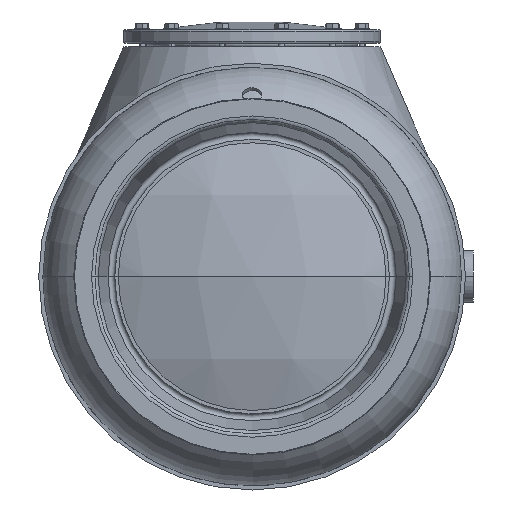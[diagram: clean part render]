
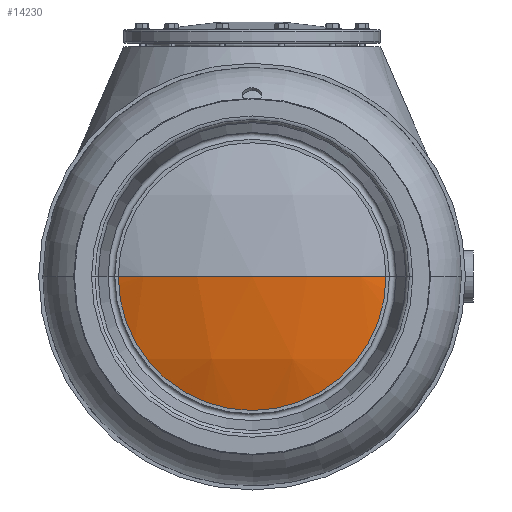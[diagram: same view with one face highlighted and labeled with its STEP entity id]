
A CAD part, front view. The second image highlights one B-rep face of the part: STEP entity #14230.
In plain terms, the highlighted spherical face has radius 610 mm.
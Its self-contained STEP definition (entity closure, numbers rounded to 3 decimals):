
#917 = EDGE_LOOP ( 'NONE', ( #10862, #7443, #5351 ) ) ;
#1354 = CARTESIAN_POINT ( 'NONE',  ( -15.356, 46.923, -234.615 ) ) ;
#1571 = CARTESIAN_POINT ( 'NONE',  ( -203.607, 46.923, -117.578 ) ) ;
#2089 = EDGE_CURVE ( 'NONE', #16528, #3685, #19999, .T. ) ;
#2260 = DIRECTION ( 'NONE',  ( -1., 0., 0. ) ) ;
#2824 = CARTESIAN_POINT ( 'NONE',  ( -216.091, 39.204, 0. ) ) ;
#2892 = CARTESIAN_POINT ( 'NONE',  ( -75.597, 46.923, -222.633 ) ) ;
#3029 = CARTESIAN_POINT ( 'NONE',  ( 158.794, 20.689, 0. ) ) ;
#3094 = CARTESIAN_POINT ( 'NONE',  ( -60.832, 46.923, -227.112 ) ) ;
#3147 = CARTESIAN_POINT ( 'NONE',  ( 234.615, 46.923, 0. ) ) ;
#3208 = CARTESIAN_POINT ( 'NONE',  ( 222.633, 46.923, -75.597 ) ) ;
#3568 = CARTESIAN_POINT ( 'NONE',  ( 0., 0., 0. ) ) ;
#3685 = VERTEX_POINT ( 'NONE', #20463 ) ;
#4394 = CARTESIAN_POINT ( 'NONE',  ( -234.615, 46.923, 0. ) ) ;
#4600 = CARTESIAN_POINT ( 'NONE',  ( 176.756, 46.923, -155.04 ) ) ;
#4740 = CARTESIAN_POINT ( 'NONE',  ( 99.952, 7.91, 0. ) ) ;
#5351 = ORIENTED_EDGE ( 'NONE', *, *, #2089, .F. ) ;
#6003 = CARTESIAN_POINT ( 'NONE',  ( -234.615, 46.923, -15.356 ) ) ;
#6321 = CARTESIAN_POINT ( 'NONE',  ( -222.633, 46.923, -75.597 ) ) ;
#6418 = CARTESIAN_POINT ( 'NONE',  ( -103.97, 46.923, -210.88 ) ) ;
#6446 = CARTESIAN_POINT ( 'NONE',  ( -20.069, 0., 0. ) ) ;
#7142 = EDGE_CURVE ( 'NONE', #17017, #16528, #7519, .T. ) ;
#7443 = ORIENTED_EDGE ( 'NONE', *, *, #12462, .F. ) ;
#7519 = B_SPLINE_CURVE_WITH_KNOTS ( 'NONE', 3,
 ( #12554, #12773, #12654, #11046, #3208, #16203, #7707, #8023, #4600, #17786, #11366, #11147, #17586, #9338, #16301, #17476, #19506, #1354, #21134, #3094, #2892, #6418, #7921, #17909, #14482, #9441, #21030, #1571, #20910, #6321, #15982, #8130, #6003, #4394 ),
 .UNSPECIFIED., .F., .F.,
 ( 4, 2, 2, 2, 2, 2, 2, 2, 2, 2, 2, 2, 2, 2, 2, 2, 4 ),
 ( 0., 0.063, 0.125, 0.188, 0.25, 0.313, 0.375, 0.438, 0.5, 0.563, 0.625, 0.687, 0.75, 0.812, 0.875, 0.938, 1. ),
 .UNSPECIFIED. ) ;
#7707 = CARTESIAN_POINT ( 'NONE',  ( 203.607, 46.923, -117.578 ) ) ;
#7921 = CARTESIAN_POINT ( 'NONE',  ( -117.578, 46.923, -203.607 ) ) ;
#8023 = CARTESIAN_POINT ( 'NONE',  ( 186.544, 46.923, -143.113 ) ) ;
#8130 = CARTESIAN_POINT ( 'NONE',  ( -233.103, 46.923, -30.711 ) ) ;
#8350 = B_SPLINE_CURVE_WITH_KNOTS ( 'NONE', 3,
 ( #9576, #19026, #9378, #11297, #4740, #21076, #3029, #19244, #10876, #3147 ),
 .UNSPECIFIED., .F., .F.,
 ( 4, 2, 2, 2, 4 ),
 ( 0., 0.25, 0.5, 0.75, 1. ),
 .UNSPECIFIED. ) ;
#9338 = CARTESIAN_POINT ( 'NONE',  ( 75.597, 46.923, -222.633 ) ) ;
#9378 = CARTESIAN_POINT ( 'NONE',  ( 40.137, 0.991, 0. ) ) ;
#9441 = CARTESIAN_POINT ( 'NONE',  ( -176.756, 46.923, -155.04 ) ) ;
#9471 = CARTESIAN_POINT ( 'NONE',  ( -99.952, 7.91, 0. ) ) ;
#9576 = CARTESIAN_POINT ( 'NONE',  ( 0., 0., 0. ) ) ;
#9938 = AXIS2_PLACEMENT_3D ( 'NONE', #19960, #16867, #2260 ) ;
#10205 = SPHERICAL_SURFACE ( 'NONE', #9938, 610. ) ;
#10862 = ORIENTED_EDGE ( 'NONE', *, *, #7142, .F. ) ;
#10876 = CARTESIAN_POINT ( 'NONE',  ( 216.091, 39.204, 0. ) ) ;
#11046 = CARTESIAN_POINT ( 'NONE',  ( 227.112, 46.923, -60.832 ) ) ;
#11147 = CARTESIAN_POINT ( 'NONE',  ( 117.578, 46.923, -203.607 ) ) ;
#11297 = CARTESIAN_POINT ( 'NONE',  ( 80.079, 4.946, 0. ) ) ;
#11366 = CARTESIAN_POINT ( 'NONE',  ( 143.113, 46.923, -186.544 ) ) ;
#12462 = EDGE_CURVE ( 'NONE', #3685, #17017, #8350, .T. ) ;
#12554 = CARTESIAN_POINT ( 'NONE',  ( 234.615, 46.923, 0. ) ) ;
#12654 = CARTESIAN_POINT ( 'NONE',  ( 233.103, 46.923, -30.711 ) ) ;
#12695 = CARTESIAN_POINT ( 'NONE',  ( -80.079, 4.946, 0. ) ) ;
#12773 = CARTESIAN_POINT ( 'NONE',  ( 234.615, 46.923, -15.356 ) ) ;
#14087 = CARTESIAN_POINT ( 'NONE',  ( -197.185, 32.401, 0. ) ) ;
#14230 = ADVANCED_FACE ( 'NONE', ( #15035 ), #10205, .T. ) ;
#14298 = CARTESIAN_POINT ( 'NONE',  ( -158.794, 20.689, 0. ) ) ;
#14482 = CARTESIAN_POINT ( 'NONE',  ( -155.04, 46.923, -176.756 ) ) ;
#15035 = FACE_OUTER_BOUND ( 'NONE', #917, .T. ) ;
#15360 = CARTESIAN_POINT ( 'NONE',  ( -234.615, 46.923, 0. ) ) ;
#15982 = CARTESIAN_POINT ( 'NONE',  ( -227.112, 46.923, -60.832 ) ) ;
#16203 = CARTESIAN_POINT ( 'NONE',  ( 210.88, 46.923, -103.97 ) ) ;
#16301 = CARTESIAN_POINT ( 'NONE',  ( 60.832, 46.923, -227.112 ) ) ;
#16439 = CARTESIAN_POINT ( 'NONE',  ( -40.137, 0.991, 0. ) ) ;
#16528 = VERTEX_POINT ( 'NONE', #15360 ) ;
#16867 = DIRECTION ( 'NONE',  ( 0., 0., -1. ) ) ;
#17017 = VERTEX_POINT ( 'NONE', #21170 ) ;
#17476 = CARTESIAN_POINT ( 'NONE',  ( 30.711, 46.923, -233.103 ) ) ;
#17512 = CARTESIAN_POINT ( 'NONE',  ( -234.615, 46.923, 0. ) ) ;
#17586 = CARTESIAN_POINT ( 'NONE',  ( 103.97, 46.923, -210.88 ) ) ;
#17786 = CARTESIAN_POINT ( 'NONE',  ( 155.04, 46.923, -176.756 ) ) ;
#17909 = CARTESIAN_POINT ( 'NONE',  ( -143.113, 46.923, -186.544 ) ) ;
#19026 = CARTESIAN_POINT ( 'NONE',  ( 20.069, 0., 0. ) ) ;
#19244 = CARTESIAN_POINT ( 'NONE',  ( 197.185, 32.401, 0. ) ) ;
#19506 = CARTESIAN_POINT ( 'NONE',  ( 15.356, 46.923, -234.615 ) ) ;
#19960 = CARTESIAN_POINT ( 'NONE',  ( 0., 610., 0. ) ) ;
#19999 = B_SPLINE_CURVE_WITH_KNOTS ( 'NONE', 3,
 ( #17512, #2824, #14087, #14298, #20836, #9471, #12695, #16439, #6446, #3568 ),
 .UNSPECIFIED., .F., .F.,
 ( 4, 2, 2, 2, 4 ),
 ( 0., 0.25, 0.5, 0.75, 1. ),
 .UNSPECIFIED. ) ;
#20463 = CARTESIAN_POINT ( 'NONE',  ( 0., 0., 0. ) ) ;
#20836 = CARTESIAN_POINT ( 'NONE',  ( -139.31, 15.782, 0. ) ) ;
#20910 = CARTESIAN_POINT ( 'NONE',  ( -210.88, 46.923, -103.97 ) ) ;
#21030 = CARTESIAN_POINT ( 'NONE',  ( -186.544, 46.923, -143.113 ) ) ;
#21076 = CARTESIAN_POINT ( 'NONE',  ( 139.31, 15.782, 0. ) ) ;
#21134 = CARTESIAN_POINT ( 'NONE',  ( -30.711, 46.923, -233.103 ) ) ;
#21170 = CARTESIAN_POINT ( 'NONE',  ( 234.615, 46.923, 0. ) ) ;
